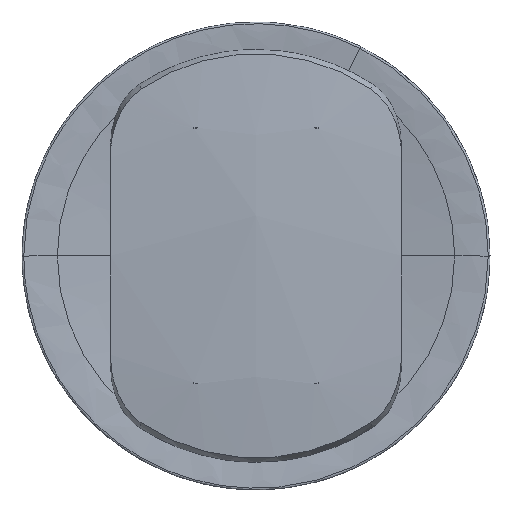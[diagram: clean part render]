
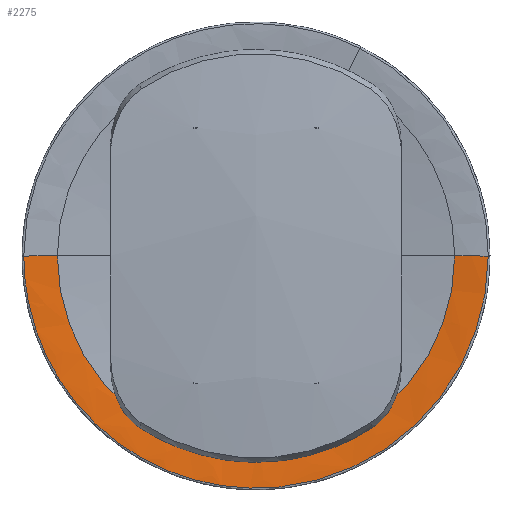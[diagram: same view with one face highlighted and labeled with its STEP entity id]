
A CAD part, top view. The second image highlights one B-rep face of the part: STEP entity #2275.
In plain terms, the highlighted free-form (B-spline) face has degree [5, 4] with [9, 5] control points.
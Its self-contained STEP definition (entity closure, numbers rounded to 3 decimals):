
#1425=AXIS2_PLACEMENT_3D('Circle Axis2P3D',#1423,#1424,$) ;
#1197=CARTESIAN_POINT('Vertex',(22.5,0.,8.156)) ;
#1211=CARTESIAN_POINT('Vertex',(-22.5,0.,8.156)) ;
#1423=CARTESIAN_POINT('Axis2P3D Location',(0.,0.,8.156)) ;
#1630=CARTESIAN_POINT('Vertex',(26.298,-0.013,8.499)) ;
#1652=CARTESIAN_POINT('Control Point',(22.5,0.,8.156)) ;
#1653=CARTESIAN_POINT('Control Point',(23.253,0.058,8.264)) ;
#1654=CARTESIAN_POINT('Control Point',(24.01,0.033,8.376)) ;
#1655=CARTESIAN_POINT('Control Point',(24.772,-0.022,8.457)) ;
#1656=CARTESIAN_POINT('Control Point',(25.537,-0.056,8.493)) ;
#1657=CARTESIAN_POINT('Control Point',(26.298,-0.013,8.499)) ;
#1769=CARTESIAN_POINT('Vertex',(-26.298,-0.007,8.499)) ;
#1773=CARTESIAN_POINT('Control Point',(-22.5,0.,8.156)) ;
#1774=CARTESIAN_POINT('Control Point',(-23.26,0.03,8.264)) ;
#1775=CARTESIAN_POINT('Control Point',(-24.014,0.017,8.376)) ;
#1776=CARTESIAN_POINT('Control Point',(-24.771,-0.012,8.456)) ;
#1777=CARTESIAN_POINT('Control Point',(-25.532,-0.029,8.493)) ;
#1778=CARTESIAN_POINT('Control Point',(-26.298,-0.007,8.499)) ;
#2207=CARTESIAN_POINT('Control Point',(-22.5,0.,8.156)) ;
#2208=CARTESIAN_POINT('Control Point',(-23.5,0.04,8.298)) ;
#2209=CARTESIAN_POINT('Control Point',(-24.49,0.,8.447)) ;
#2210=CARTESIAN_POINT('Control Point',(-25.491,-0.04,8.5)) ;
#2211=CARTESIAN_POINT('Control Point',(-26.5,0.,8.5)) ;
#2212=CARTESIAN_POINT('Control Point',(-22.5,-8.267,8.156)) ;
#2213=CARTESIAN_POINT('Control Point',(-23.513,-8.619,8.298)) ;
#2214=CARTESIAN_POINT('Control Point',(-24.49,-8.998,8.448)) ;
#2215=CARTESIAN_POINT('Control Point',(-25.477,-9.381,8.5)) ;
#2216=CARTESIAN_POINT('Control Point',(-26.5,-9.736,8.5)) ;
#2217=CARTESIAN_POINT('Control Point',(-18.703,-16.534,8.156)) ;
#2218=CARTESIAN_POINT('Control Point',(-19.54,-17.278,8.298)) ;
#2219=CARTESIAN_POINT('Control Point',(-20.357,-17.996,8.448)) ;
#2220=CARTESIAN_POINT('Control Point',(-21.184,-18.721,8.5)) ;
#2221=CARTESIAN_POINT('Control Point',(-22.028,-19.473,8.5)) ;
#2222=CARTESIAN_POINT('Control Point',(-11.129,-22.345,8.156)) ;
#2223=CARTESIAN_POINT('Control Point',(-11.629,-23.337,8.298)) ;
#2224=CARTESIAN_POINT('Control Point',(-12.113,-24.321,8.447)) ;
#2225=CARTESIAN_POINT('Control Point',(-12.603,-25.316,8.5)) ;
#2226=CARTESIAN_POINT('Control Point',(-13.108,-26.318,8.5)) ;
#2227=CARTESIAN_POINT('Control Point',(4.233,-24.962,8.156)) ;
#2228=CARTESIAN_POINT('Control Point',(4.43,-26.08,8.298)) ;
#2229=CARTESIAN_POINT('Control Point',(4.607,-27.169,8.448)) ;
#2230=CARTESIAN_POINT('Control Point',(4.785,-28.271,8.5)) ;
#2231=CARTESIAN_POINT('Control Point',(4.985,-29.4,8.5)) ;
#2232=CARTESIAN_POINT('Control Point',(16.711,-16.818,8.156)) ;
#2233=CARTESIAN_POINT('Control Point',(17.493,-17.537,8.298)) ;
#2234=CARTESIAN_POINT('Control Point',(18.188,-18.305,8.447)) ;
#2235=CARTESIAN_POINT('Control Point',(18.892,-19.082,8.5)) ;
#2236=CARTESIAN_POINT('Control Point',(19.682,-19.808,8.5)) ;
#2237=CARTESIAN_POINT('Control Point',(20.57,-11.788,8.156)) ;
#2238=CARTESIAN_POINT('Control Point',(21.521,-12.24,8.296)) ;
#2239=CARTESIAN_POINT('Control Point',(22.389,-12.831,8.446)) ;
#2240=CARTESIAN_POINT('Control Point',(23.267,-13.427,8.5)) ;
#2241=CARTESIAN_POINT('Control Point',(24.227,-13.883,8.5)) ;
#2242=CARTESIAN_POINT('Control Point',(22.5,-5.894,8.156)) ;
#2243=CARTESIAN_POINT('Control Point',(23.511,-6.07,8.296)) ;
#2244=CARTESIAN_POINT('Control Point',(24.49,-6.416,8.447)) ;
#2245=CARTESIAN_POINT('Control Point',(25.479,-6.764,8.5)) ;
#2246=CARTESIAN_POINT('Control Point',(26.5,-6.942,8.5)) ;
#2247=CARTESIAN_POINT('Control Point',(22.5,0.,8.156)) ;
#2248=CARTESIAN_POINT('Control Point',(23.491,0.077,8.298)) ;
#2249=CARTESIAN_POINT('Control Point',(24.49,-0.001,8.449)) ;
#2250=CARTESIAN_POINT('Control Point',(25.499,-0.078,8.5)) ;
#2251=CARTESIAN_POINT('Control Point',(26.5,0.,8.5)) ;
#2253=CARTESIAN_POINT('Control Point',(26.298,-0.013,8.499)) ;
#2254=CARTESIAN_POINT('Control Point',(26.295,-5.965,8.499)) ;
#2255=CARTESIAN_POINT('Control Point',(24.609,-11.914,8.499)) ;
#2256=CARTESIAN_POINT('Control Point',(21.238,-17.217,8.499)) ;
#2257=CARTESIAN_POINT('Control Point',(15.016,-22.62,8.499)) ;
#2258=CARTESIAN_POINT('Control Point',(7.518,-25.318,8.499)) ;
#2259=CARTESIAN_POINT('Control Point',(5.586,-25.814,8.499)) ;
#2260=CARTESIAN_POINT('Control Point',(-0.32,-26.744,8.499)) ;
#2261=CARTESIAN_POINT('Control Point',(-6.326,-25.995,8.499)) ;
#2262=CARTESIAN_POINT('Control Point',(-10.186,-24.738,8.499)) ;
#2263=CARTESIAN_POINT('Control Point',(-17.828,-20.511,8.499)) ;
#2264=CARTESIAN_POINT('Control Point',(-23.239,-13.587,8.499)) ;
#2265=CARTESIAN_POINT('Control Point',(-25.275,-9.265,8.499)) ;
#2266=CARTESIAN_POINT('Control Point',(-26.297,-4.636,8.499)) ;
#2267=CARTESIAN_POINT('Control Point',(-26.298,-0.007,8.499)) ;
#1424=DIRECTION('Axis2P3D Direction',(0.,0.,1.)) ;
#2270=ORIENTED_EDGE('',*,*,#2268,.F.) ;
#2271=ORIENTED_EDGE('',*,*,#1658,.F.) ;
#2272=ORIENTED_EDGE('',*,*,#1427,.F.) ;
#2273=ORIENTED_EDGE('',*,*,#1779,.T.) ;
#2275=ADVANCED_FACE('EE11210--Indus-JMN-27-10-22',(#2274),#2206,.F.) ;
#1651=B_SPLINE_CURVE_WITH_KNOTS('',5,(#1652,#1653,#1654,#1655,#1656,#1657),.UNSPECIFIED.,.F.,.U.,(6,6),(0.,3.813),.UNSPECIFIED.) ;
#1772=B_SPLINE_CURVE_WITH_KNOTS('',5,(#1773,#1774,#1775,#1776,#1777,#1778),.UNSPECIFIED.,.F.,.U.,(6,6),(0.,3.814),.UNSPECIFIED.) ;
#2252=B_SPLINE_CURVE_WITH_KNOTS('',5,(#2253,#2254,#2255,#2256,#2257,#2258,#2259,#2260,#2261,#2262,#2263,#2264,#2265,#2266,#2267),.UNSPECIFIED.,.F.,.U.,(6,3,3,3,6),(0.018,40.88,54.5,81.758,113.55),.UNSPECIFIED.) ;
#2206=B_SPLINE_SURFACE_WITH_KNOTS('',5,4,((#2207,#2208,#2209,#2210,#2211),(#2212,#2213,#2214,#2215,#2216),(#2217,#2218,#2219,#2220,#2221),(#2222,#2223,#2224,#2225,#2226),(#2227,#2228,#2229,#2230,#2231),(#2232,#2233,#2234,#2235,#2236),(#2237,#2238,#2239,#2240,#2241),(#2242,#2243,#2244,#2245,#2246),(#2247,#2248,#2249,#2250,#2251)),.UNSPECIFIED.,.F.,.F.,.U.,(6,3,6),(5,5),(0.,45.073,77.211),(0.,4.015),.UNSPECIFIED.) ;
#1426=CIRCLE('generated circle',#1425,22.5) ;
#1427=EDGE_CURVE('',#1212,#1198,#1426,.T.) ;
#1658=EDGE_CURVE('',#1198,#1631,#1651,.T.) ;
#1779=EDGE_CURVE('',#1212,#1770,#1772,.T.) ;
#2268=EDGE_CURVE('',#1631,#1770,#2252,.T.) ;
#2269=EDGE_LOOP('',(#2270,#2271,#2272,#2273)) ;
#2274=FACE_OUTER_BOUND('',#2269,.T.) ;
#1198=VERTEX_POINT('',#1197) ;
#1212=VERTEX_POINT('',#1211) ;
#1631=VERTEX_POINT('',#1630) ;
#1770=VERTEX_POINT('',#1769) ;
